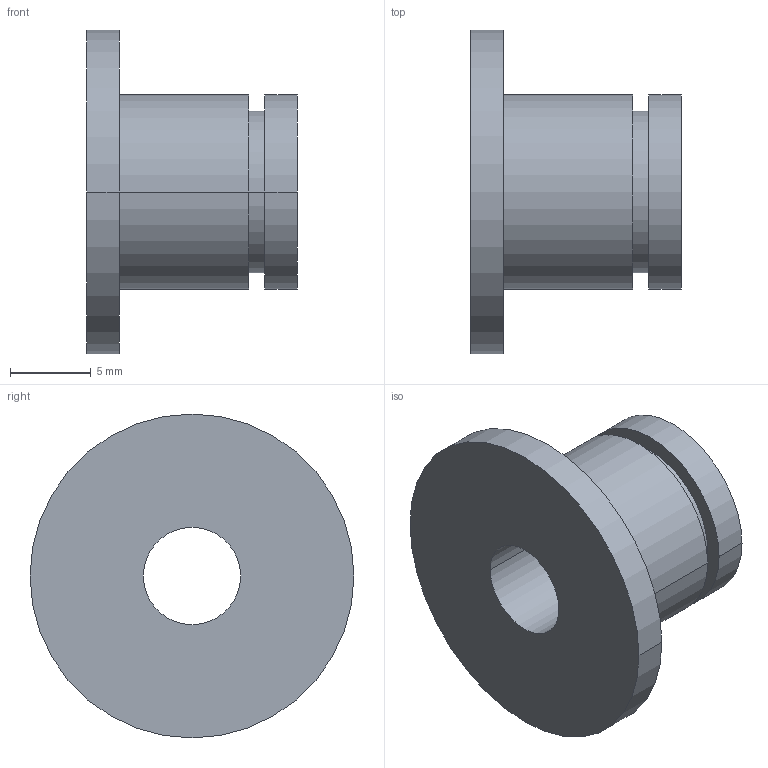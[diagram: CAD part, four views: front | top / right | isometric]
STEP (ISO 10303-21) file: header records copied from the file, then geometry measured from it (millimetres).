
FILE_DESCRIPTION(('CATIA V5 STEP Exchange'),'2;1');
FILE_NAME('Anneau.stp','2016-01-27T20:01:37+00:00',('none'),('none'),'CATIA Version 5 Release 20 GA (IN-10)','CATIA V5 STEP AP203','none');
FILE_SCHEMA(('CONFIG_CONTROL_DESIGN'));
Length unit declared in the file: millimetre
Products named in the file (1): Anneau
Bounding box: 13 x 20 x 20 mm (x, y, z)
Volume: 1470.3 mm3; surface area: 1420 mm2
Topology: 1 solids, 1 shells, 15 faces, 32 edges, 22 vertices
Faces by surface type: cylinder 10, plane 5
Entity records: 418 total; most frequent: CARTESIAN_POINT 64, ORIENTED_EDGE 64, DIRECTION 50, EDGE_CURVE 32, AXIS2_PLACEMENT_3D 30, VERTEX_POINT 22, CIRCLE 20, EDGE_LOOP 20
